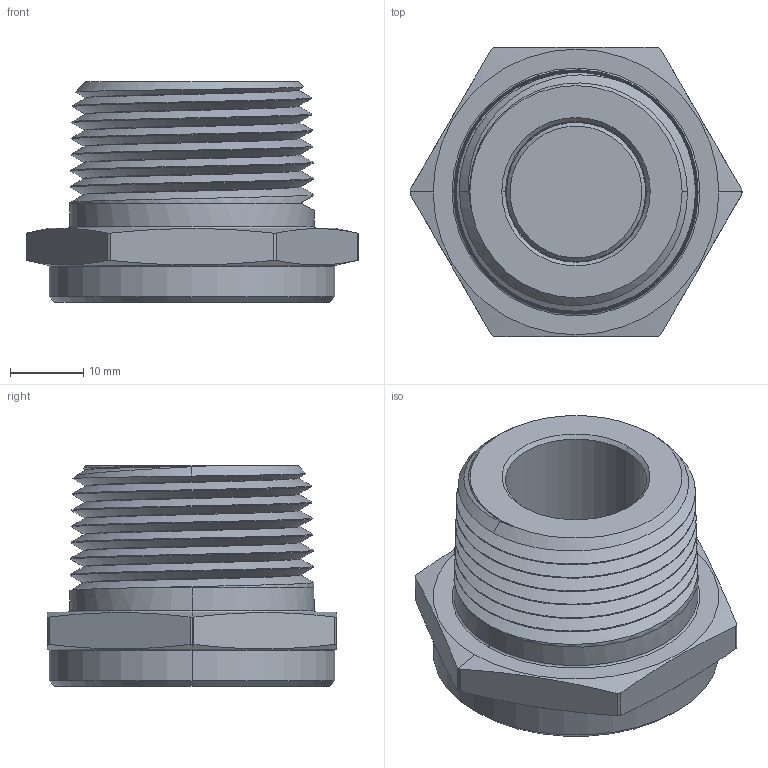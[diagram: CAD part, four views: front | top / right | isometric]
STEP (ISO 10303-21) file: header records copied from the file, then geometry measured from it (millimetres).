
FILE_DESCRIPTION (( 'STEP AP214' ), '1' );
FILE_NAME ('101060.step', '2013-08-23T19:37:34', ( '' ), ( '' ), 'SwSTEP 2.0', 'SolidWorks 2012', '' );
FILE_SCHEMA (( 'AUTOMOTIVE_DESIGN' ));
Length unit declared in the file: inch
Products named in the file (3): 402060; 403060; 101060
Assembly tree (2 placements, depth 2):
  101060
    403060
    402060
Bounding box: 45.45 x 39.62 x 30.23 mm (x, y, z)
Volume: 21703.6 mm3; surface area: 9410 mm2
Topology: 2 solids, 2 shells, 73 faces, 176 edges, 109 vertices
Faces by surface type: cone 30, cylinder 17, plane 15, torus 8, bspline 3
Entity records: 7022 total; most frequent: CARTESIAN_POINT 5268, ORIENTED_EDGE 352, DIRECTION 334, EDGE_CURVE 176, AXIS2_PLACEMENT_3D 140, VERTEX_POINT 109, EDGE_LOOP 77, ADVANCED_FACE 73
